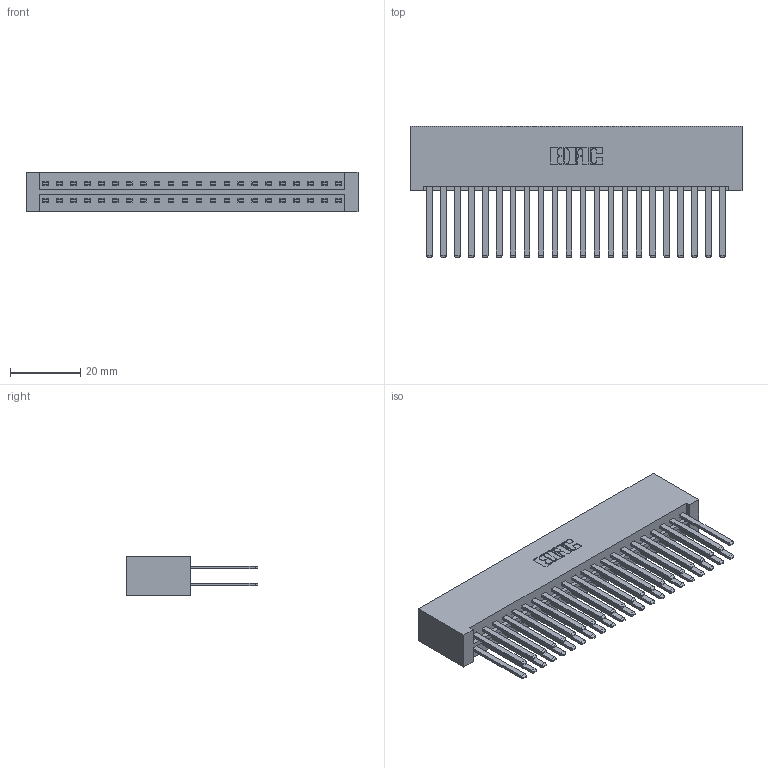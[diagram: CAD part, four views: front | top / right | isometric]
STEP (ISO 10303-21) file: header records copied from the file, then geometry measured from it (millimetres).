
FILE_DESCRIPTION (( 'STEP AP203' ), '1' );
FILE_NAME ('336-044-541-801.STEP', '2020-08-07T23:49:10', ( '' ), ( '' ), 'SwSTEP 2.0', 'SolidWorks 2020', '' );
FILE_SCHEMA (( 'CONFIG_CONTROL_DESIGN' ));
Length unit declared in the file: inch
Products named in the file (3): 336-290-001_336-290-541; 336 Part_Lugless; 336-044-541-801
Assembly tree (45 placements, depth 2):
  336-044-541-801
    336 Part_Lugless
    336-290-001_336-290-541  x44
Bounding box: 94.28 x 37.34 x 11.1 mm (x, y, z)
Volume: 15587.3 mm3; surface area: 19713.8 mm2
Topology: 45 solids, 45 shells, 1954 faces, 5875 edges, 3886 vertices
Faces by surface type: plane 1210, cylinder 744
Entity records: 19086 total; most frequent: CARTESIAN_POINT 3313, ORIENTED_EDGE 3150, DIRECTION 2751, EDGE_CURVE 1575, VECTOR 1451, LINE 1451, VERTEX_POINT 1048, AXIS2_PLACEMENT_3D 650
